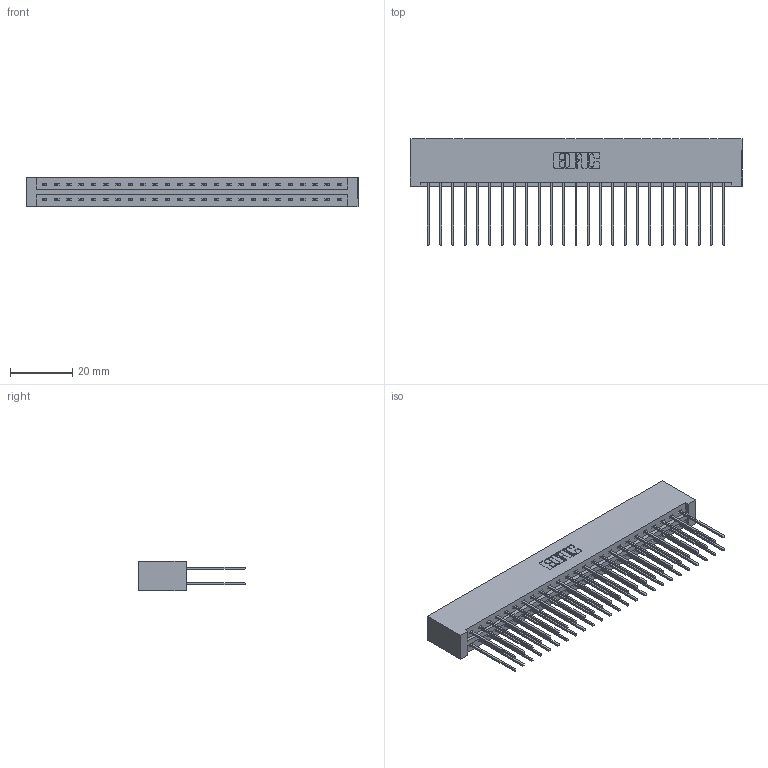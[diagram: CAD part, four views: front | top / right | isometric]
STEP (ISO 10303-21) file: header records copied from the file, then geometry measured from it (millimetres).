
FILE_DESCRIPTION (( 'STEP AP203' ), '1' );
FILE_NAME ('387-050-541-201.STEP', '2019-10-19T01:52:06', ( '' ), ( '' ), 'SwSTEP 2.0', 'SolidWorks 2016', '' );
FILE_SCHEMA (( 'CONFIG_CONTROL_DESIGN' ));
Length unit declared in the file: inch
Products named in the file (3): 387-050-541-201; 337 Part_No Mounting Lugs; 345-292-001_345-293-141
Assembly tree (51 placements, depth 2):
  387-050-541-201
    337 Part_No Mounting Lugs
    345-292-001_345-293-141  x50
Bounding box: 106.93 x 34.3 x 9.4 mm (x, y, z)
Volume: 12090.9 mm3; surface area: 14999.6 mm2
Topology: 51 solids, 51 shells, 2806 faces, 8337 edges, 5490 vertices
Faces by surface type: plane 1966, cylinder 840
Entity records: 21323 total; most frequent: CARTESIAN_POINT 3606, ORIENTED_EDGE 3542, DIRECTION 3091, EDGE_CURVE 1771, LINE 1651, VECTOR 1651, VERTEX_POINT 1178, AXIS2_PLACEMENT_3D 720
